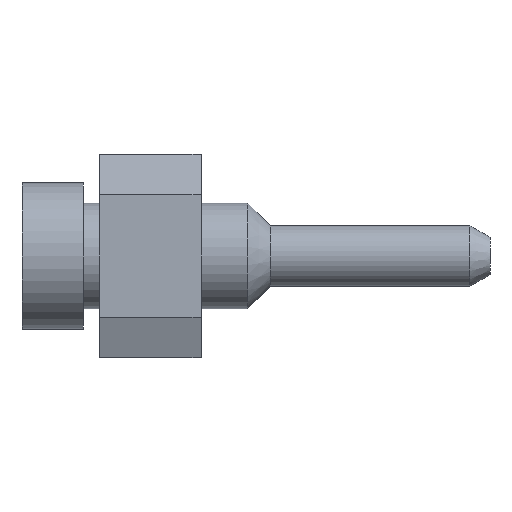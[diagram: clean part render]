
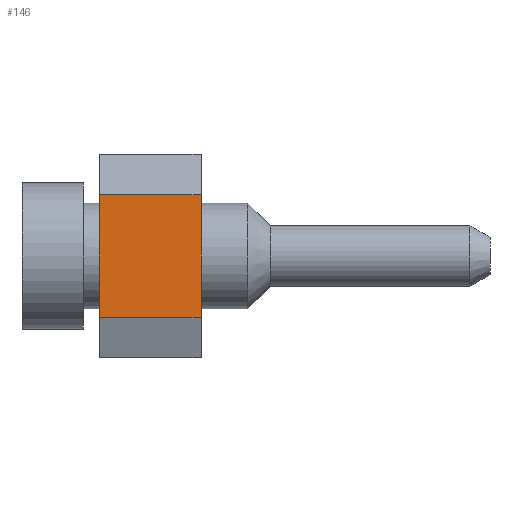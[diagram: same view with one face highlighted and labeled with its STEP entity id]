
A CAD part, left-side view. The second image highlights one B-rep face of the part: STEP entity #146.
In plain terms, the highlighted planar face has unit normal (-1, 0, 0).
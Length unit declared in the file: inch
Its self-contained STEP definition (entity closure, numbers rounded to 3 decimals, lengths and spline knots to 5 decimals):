
#146 = ADVANCED_FACE( '', ( #287 ), #288, .F. );
#287 = FACE_OUTER_BOUND( '', #452, .T. );
#288 = PLANE( '', #453 );
#452 = EDGE_LOOP( '', ( #665, #666, #667, #668 ) );
#453 = AXIS2_PLACEMENT_3D( '', #669, #670, #671 );
#665 = ORIENTED_EDGE( '', *, *, #911, .T. );
#666 = ORIENTED_EDGE( '', *, *, #954, .T. );
#667 = ORIENTED_EDGE( '', *, *, #934, .F. );
#668 = ORIENTED_EDGE( '', *, *, #959, .F. );
#669 = CARTESIAN_POINT( '', ( 0., 0.05, -0.05 ) );
#670 = DIRECTION( '', ( 1., 0., 0. ) );
#671 = DIRECTION( '', ( 0., 0., -1. ) );
#911 = EDGE_CURVE( '', #1043, #1041, #1044, .T. );
#934 = EDGE_CURVE( '', #1081, #1082, #1083, .T. );
#954 = EDGE_CURVE( '', #1041, #1082, #1116, .T. );
#959 = EDGE_CURVE( '', #1043, #1081, #1122, .T. );
#1041 = VERTEX_POINT( '', #1232 );
#1043 = VERTEX_POINT( '', #1235 );
#1044 = LINE( '', #1236, #1237 );
#1081 = VERTEX_POINT( '', #1286 );
#1082 = VERTEX_POINT( '', #1287 );
#1083 = LINE( '', #1288, #1289 );
#1116 = LINE( '', #1338, #1339 );
#1122 = LINE( '', #1347, #1348 );
#1232 = CARTESIAN_POINT( '', ( 0., 0., -0.03 ) );
#1235 = CARTESIAN_POINT( '', ( 0., 0.05, -0.03 ) );
#1236 = CARTESIAN_POINT( '', ( 0., 0.1, -0.03 ) );
#1237 = VECTOR( '', #1466, 39.37008 );
#1286 = CARTESIAN_POINT( '', ( 0., 0.05, 0.03 ) );
#1287 = CARTESIAN_POINT( '', ( 0., 0., 0.03 ) );
#1288 = CARTESIAN_POINT( '', ( 0., 0.1, 0.03 ) );
#1289 = VECTOR( '', #1491, 39.37008 );
#1338 = CARTESIAN_POINT( '', ( 0., 0., -0.05 ) );
#1339 = VECTOR( '', #1514, 39.37008 );
#1347 = CARTESIAN_POINT( '', ( 0., 0.05, -0.05 ) );
#1348 = VECTOR( '', #1517, 39.37008 );
#1466 = DIRECTION( '', ( 0., -1., 0. ) );
#1491 = DIRECTION( '', ( 0., -1., 0. ) );
#1514 = DIRECTION( '', ( 0., 0., 1. ) );
#1517 = DIRECTION( '', ( 0., 0., 1. ) );
